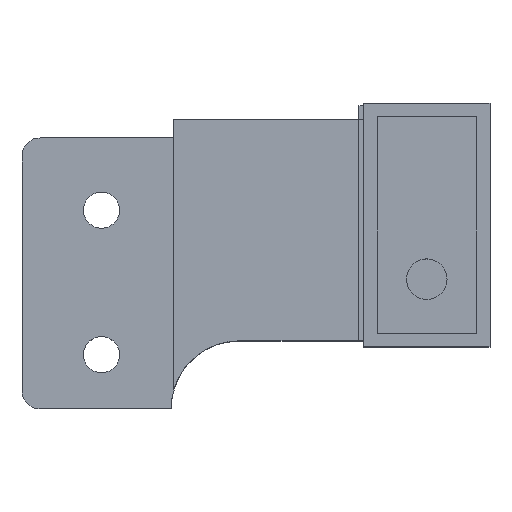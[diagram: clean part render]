
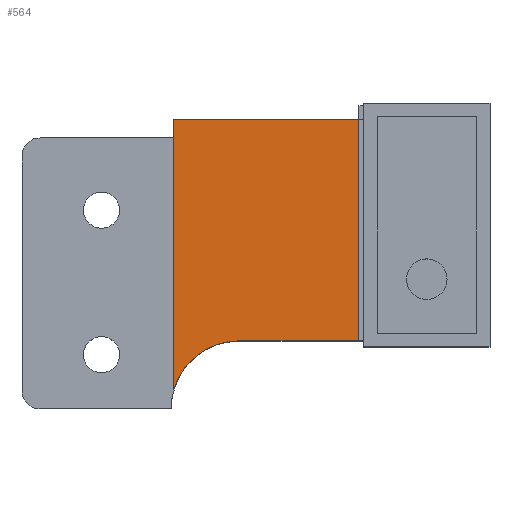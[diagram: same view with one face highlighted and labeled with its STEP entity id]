
A CAD part, top view. The second image highlights one B-rep face of the part: STEP entity #564.
In plain terms, the highlighted planar face has unit normal (0, 0, 1).
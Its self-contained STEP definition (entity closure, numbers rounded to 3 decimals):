
#18 = CARTESIAN_POINT ( 'NONE',  ( 50.4, 0., 21. ) ) ;
#30 = LINE ( 'NONE', #1124, #1139 ) ;
#51 = VECTOR ( 'NONE', #398, 1000. ) ;
#61 = VECTOR ( 'NONE', #800, 1000. ) ;
#89 = EDGE_CURVE ( 'NONE', #337, #843, #1303, .T. ) ;
#101 = ORIENTED_EDGE ( 'NONE', *, *, #185, .F. ) ;
#107 = ORIENTED_EDGE ( 'NONE', *, *, #1115, .F. ) ;
#111 = CARTESIAN_POINT ( 'NONE',  ( 50.4, 0., 21. ) ) ;
#179 = CARTESIAN_POINT ( 'NONE',  ( 50.4, -24.5, 21. ) ) ;
#185 = EDGE_CURVE ( 'NONE', #237, #750, #1119, .T. ) ;
#237 = VERTEX_POINT ( 'NONE', #411 ) ;
#253 = AXIS2_PLACEMENT_3D ( 'NONE', #386, #790, #1199 ) ;
#273 = CARTESIAN_POINT ( 'NONE',  ( 32.4, -24.5, 21. ) ) ;
#276 = VECTOR ( 'NONE', #1223, 1000. ) ;
#328 = ORIENTED_EDGE ( 'NONE', *, *, #500, .F. ) ;
#337 = VERTEX_POINT ( 'NONE', #1175 ) ;
#361 = CARTESIAN_POINT ( 'NONE',  ( 32.4, -24.5, 21. ) ) ;
#386 = CARTESIAN_POINT ( 'NONE',  ( 32.4, -32., 21. ) ) ;
#390 = LINE ( 'NONE', #179, #51 ) ;
#398 = DIRECTION ( 'NONE',  ( 0., -1., 0. ) ) ;
#411 = CARTESIAN_POINT ( 'NONE',  ( 25.2, 0., 21. ) ) ;
#500 = EDGE_CURVE ( 'NONE', #843, #567, #1011, .T. ) ;
#564 = ADVANCED_FACE ( 'NONE', ( #1098 ), #798, .T. ) ;
#567 = VERTEX_POINT ( 'NONE', #691 ) ;
#611 = EDGE_CURVE ( 'NONE', #750, #337, #390, .T. ) ;
#661 = ORIENTED_EDGE ( 'NONE', *, *, #89, .F. ) ;
#691 = CARTESIAN_POINT ( 'NONE',  ( 25.2, -29.9, 21. ) ) ;
#703 = DIRECTION ( 'NONE',  ( 0., 0., 1. ) ) ;
#718 = DIRECTION ( 'NONE',  ( 0., 1., 0. ) ) ;
#721 = EDGE_LOOP ( 'NONE', ( #328, #661, #1262, #101, #107 ) ) ;
#750 = VERTEX_POINT ( 'NONE', #18 ) ;
#790 = DIRECTION ( 'NONE',  ( 0., 0., 1. ) ) ;
#798 = PLANE ( 'NONE',  #253 ) ;
#800 = DIRECTION ( 'NONE',  ( -1., 0., 0. ) ) ;
#843 = VERTEX_POINT ( 'NONE', #361 ) ;
#901 = CARTESIAN_POINT ( 'NONE',  ( 32.4, -32., 21. ) ) ;
#1011 = CIRCLE ( 'NONE', #1290, 7.5 ) ;
#1098 = FACE_OUTER_BOUND ( 'NONE', #721, .T. ) ;
#1115 = EDGE_CURVE ( 'NONE', #567, #237, #30, .T. ) ;
#1119 = LINE ( 'NONE', #111, #276 ) ;
#1124 = CARTESIAN_POINT ( 'NONE',  ( 25.2, 0., 21. ) ) ;
#1139 = VECTOR ( 'NONE', #718, 1000. ) ;
#1175 = CARTESIAN_POINT ( 'NONE',  ( 50.4, -24.5, 21. ) ) ;
#1199 = DIRECTION ( 'NONE',  ( -1., 0., 0. ) ) ;
#1208 = DIRECTION ( 'NONE',  ( -1., 0., 0. ) ) ;
#1223 = DIRECTION ( 'NONE',  ( 1., 0., 0. ) ) ;
#1262 = ORIENTED_EDGE ( 'NONE', *, *, #611, .F. ) ;
#1290 = AXIS2_PLACEMENT_3D ( 'NONE', #901, #703, #1208 ) ;
#1303 = LINE ( 'NONE', #273, #61 ) ;
